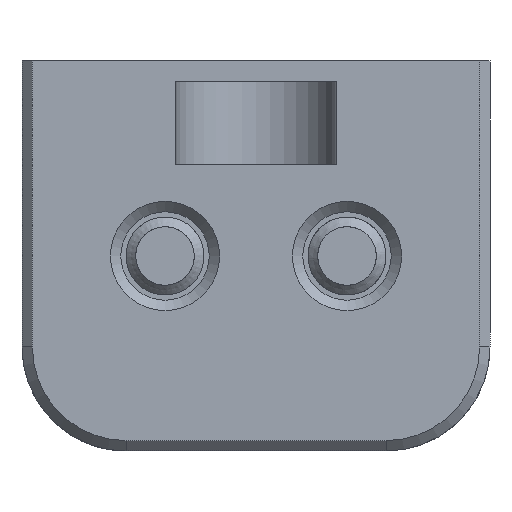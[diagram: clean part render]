
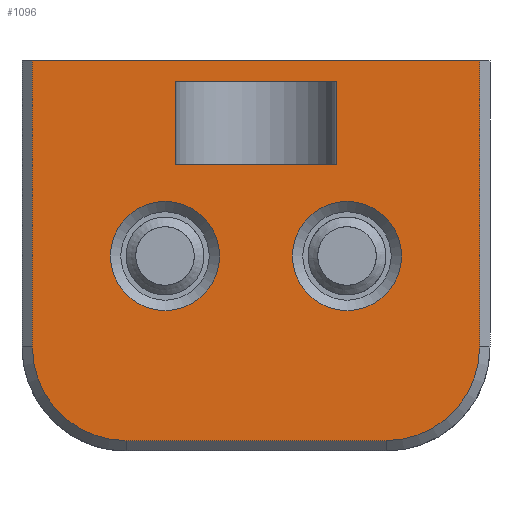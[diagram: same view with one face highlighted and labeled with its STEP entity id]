
A CAD part, left-side view. The second image highlights one B-rep face of the part: STEP entity #1096.
In plain terms, the highlighted planar face has unit normal (-1, 0, 0).
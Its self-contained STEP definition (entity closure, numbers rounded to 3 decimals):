
#85=PLANE('',#1199);
#105=FACE_BOUND('',#393,.T.);
#106=FACE_BOUND('',#394,.T.);
#107=FACE_BOUND('',#395,.T.);
#129=LINE('',#1675,#211);
#133=LINE('',#1682,#215);
#135=LINE('',#1688,#217);
#137=LINE('',#1692,#219);
#138=LINE('',#1696,#220);
#139=LINE('',#1700,#221);
#140=LINE('',#1704,#222);
#141=LINE('',#1705,#223);
#211=VECTOR('',#1361,10.);
#215=VECTOR('',#1367,10.);
#217=VECTOR('',#1373,10.);
#219=VECTOR('',#1379,10.);
#220=VECTOR('',#1382,1000.);
#221=VECTOR('',#1385,1000.);
#222=VECTOR('',#1388,1000.);
#223=VECTOR('',#1389,1000.);
#317=FACE_OUTER_BOUND('',#392,.T.);
#392=EDGE_LOOP('',(#834,#835,#836,#837,#838,#839));
#393=EDGE_LOOP('',(#840));
#394=EDGE_LOOP('',(#841));
#395=EDGE_LOOP('',(#842,#843,#844,#845));
#461=CIRCLE('',#1200,3.6);
#462=CIRCLE('',#1201,3.6);
#463=CIRCLE('',#1202,2.1);
#464=CIRCLE('',#1203,2.1);
#517=VERTEX_POINT('',#1672);
#518=VERTEX_POINT('',#1674);
#520=VERTEX_POINT('',#1680);
#522=VERTEX_POINT('',#1686);
#523=VERTEX_POINT('',#1694);
#524=VERTEX_POINT('',#1695);
#525=VERTEX_POINT('',#1697);
#526=VERTEX_POINT('',#1699);
#527=VERTEX_POINT('',#1701);
#528=VERTEX_POINT('',#1703);
#529=VERTEX_POINT('',#1706);
#530=VERTEX_POINT('',#1708);
#626=EDGE_CURVE('',#517,#518,#129,.T.);
#630=EDGE_CURVE('',#517,#520,#133,.T.);
#633=EDGE_CURVE('',#520,#522,#135,.T.);
#635=EDGE_CURVE('',#518,#522,#137,.T.);
#636=EDGE_CURVE('',#523,#524,#138,.T.);
#637=EDGE_CURVE('',#524,#525,#461,.T.);
#638=EDGE_CURVE('',#525,#526,#139,.T.);
#639=EDGE_CURVE('',#526,#527,#462,.T.);
#640=EDGE_CURVE('',#527,#528,#140,.T.);
#641=EDGE_CURVE('',#523,#528,#141,.T.);
#642=EDGE_CURVE('',#529,#529,#463,.T.);
#643=EDGE_CURVE('',#530,#530,#464,.T.);
#834=ORIENTED_EDGE('',*,*,#636,.T.);
#835=ORIENTED_EDGE('',*,*,#637,.T.);
#836=ORIENTED_EDGE('',*,*,#638,.T.);
#837=ORIENTED_EDGE('',*,*,#639,.T.);
#838=ORIENTED_EDGE('',*,*,#640,.T.);
#839=ORIENTED_EDGE('',*,*,#641,.F.);
#840=ORIENTED_EDGE('',*,*,#642,.T.);
#841=ORIENTED_EDGE('',*,*,#643,.T.);
#842=ORIENTED_EDGE('',*,*,#626,.F.);
#843=ORIENTED_EDGE('',*,*,#630,.T.);
#844=ORIENTED_EDGE('',*,*,#633,.T.);
#845=ORIENTED_EDGE('',*,*,#635,.F.);
#1096=ADVANCED_FACE('',(#317,#105,#106,#107),#85,.F.);
#1199=AXIS2_PLACEMENT_3D('',#1693,#1380,#1381);
#1200=AXIS2_PLACEMENT_3D('',#1698,#1383,#1384);
#1201=AXIS2_PLACEMENT_3D('',#1702,#1386,#1387);
#1202=AXIS2_PLACEMENT_3D('',#1707,#1390,#1391);
#1203=AXIS2_PLACEMENT_3D('',#1709,#1392,#1393);
#1361=DIRECTION('',(0.,1.,0.));
#1367=DIRECTION('',(0.,0.,-1.));
#1373=DIRECTION('',(0.,1.,0.));
#1379=DIRECTION('',(0.,0.,-1.));
#1380=DIRECTION('center_axis',(1.,0.,0.));
#1381=DIRECTION('ref_axis',(0.,0.,-1.));
#1382=DIRECTION('',(0.,0.,-1.));
#1383=DIRECTION('center_axis',(-1.,0.,0.));
#1384=DIRECTION('ref_axis',(0.,0.,-1.));
#1385=DIRECTION('',(0.,-1.,0.));
#1386=DIRECTION('center_axis',(-1.,0.,0.));
#1387=DIRECTION('ref_axis',(0.,0.,-1.));
#1388=DIRECTION('',(0.,0.,1.));
#1389=DIRECTION('',(0.,-1.,0.));
#1390=DIRECTION('center_axis',(1.,0.,0.));
#1391=DIRECTION('ref_axis',(0.,0.,-1.));
#1392=DIRECTION('center_axis',(1.,0.,0.));
#1393=DIRECTION('ref_axis',(0.,0.,-1.));
#1672=CARTESIAN_POINT('',(0.,-3.1,6.7));
#1674=CARTESIAN_POINT('',(0.,3.1,6.7));
#1675=CARTESIAN_POINT('',(0.,-0.37,6.7));
#1680=CARTESIAN_POINT('',(0.,-3.1,3.5));
#1682=CARTESIAN_POINT('',(0.,-3.1,2.65));
#1686=CARTESIAN_POINT('',(0.,3.1,3.5));
#1688=CARTESIAN_POINT('',(0.,-0.37,3.5));
#1692=CARTESIAN_POINT('',(0.,3.1,1.8));
#1693=CARTESIAN_POINT('Origin',(0.,0.,0.));
#1694=CARTESIAN_POINT('',(0.,8.6,7.5));
#1695=CARTESIAN_POINT('',(0.,8.6,-3.5));
#1696=CARTESIAN_POINT('',(0.,8.6,0.));
#1697=CARTESIAN_POINT('',(0.,5.,-7.1));
#1698=CARTESIAN_POINT('Origin',(0.,5.,-3.5));
#1699=CARTESIAN_POINT('',(0.,-5.,-7.1));
#1700=CARTESIAN_POINT('',(0.,0.,-7.1));
#1701=CARTESIAN_POINT('',(0.,-8.6,-3.5));
#1702=CARTESIAN_POINT('Origin',(0.,-5.,-3.5));
#1703=CARTESIAN_POINT('',(0.,-8.6,7.5));
#1704=CARTESIAN_POINT('',(0.,-8.6,0.));
#1705=CARTESIAN_POINT('',(0.,9.,7.5));
#1706=CARTESIAN_POINT('',(0.,3.5,-2.1));
#1707=CARTESIAN_POINT('Origin',(0.,3.5,0.));
#1708=CARTESIAN_POINT('',(0.,-3.5,-2.1));
#1709=CARTESIAN_POINT('Origin',(0.,-3.5,0.));
